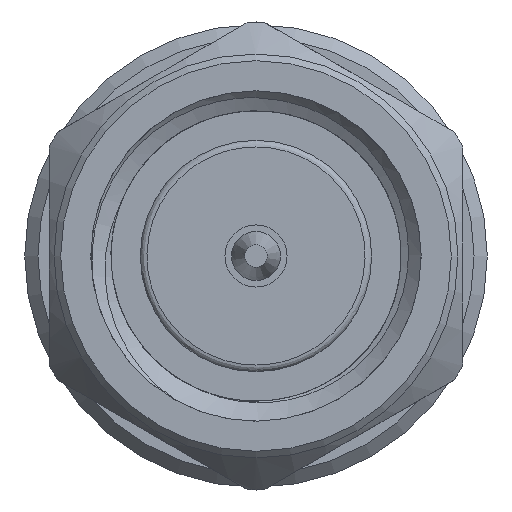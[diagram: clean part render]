
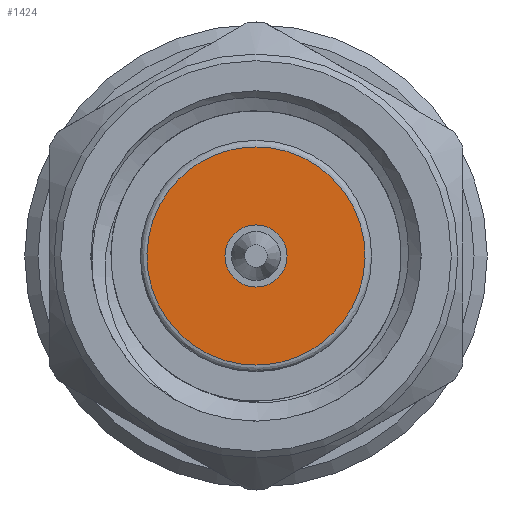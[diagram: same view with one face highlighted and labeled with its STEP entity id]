
A CAD part, left-side view. The second image highlights one B-rep face of the part: STEP entity #1424.
In plain terms, the highlighted planar face has unit normal (-1, 0, 0).
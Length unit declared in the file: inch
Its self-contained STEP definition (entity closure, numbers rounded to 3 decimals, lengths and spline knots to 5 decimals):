
#227 = PLANE ( 'NONE',  #934 ) ;
#344 = CARTESIAN_POINT ( 'NONE',  ( 0.11, 0., 0. ) ) ;
#359 = DIRECTION ( 'NONE',  ( -1., 0., 0. ) ) ;
#499 = CARTESIAN_POINT ( 'NONE',  ( 0.11, 0., 0. ) ) ;
#533 = ORIENTED_EDGE ( 'NONE', *, *, #862, .F. ) ;
#575 = ORIENTED_EDGE ( 'NONE', *, *, #2541, .F. ) ;
#617 = CARTESIAN_POINT ( 'NONE',  ( 0.11, -0.165, -0.0825 ) ) ;
#834 = CARTESIAN_POINT ( 'NONE',  ( 0.11, 0., 0.0825 ) ) ;
#836 = CARTESIAN_POINT ( 'NONE',  ( 0.11, 0., -0.0825 ) ) ;
#857 = CARTESIAN_POINT ( 'NONE',  ( 0.11, 0., -0.0825 ) ) ;
#862 = EDGE_CURVE ( 'NONE', #1236, #1461, #3391, .T. ) ;
#923 = VERTEX_POINT ( 'NONE', #2165 ) ;
#934 = AXIS2_PLACEMENT_3D ( 'NONE', #499, #1612, #1601 ) ;
#984 = EDGE_LOOP ( 'NONE', ( #575 ) ) ;
#1148 = CARTESIAN_POINT ( 'NONE',  ( 0.11, 0., 0.0825 ) ) ;
#1185 = CIRCLE ( 'NONE', #2458, 0.0235 ) ;
#1236 = VERTEX_POINT ( 'NONE', #3393 ) ;
#1414 = CARTESIAN_POINT ( 'NONE',  ( 0.11, -0.165, 0.0825 ) ) ;
#1424 = ADVANCED_FACE ( 'NONE', ( #1892, #3397 ), #227, .F. ) ;
#1461 = VERTEX_POINT ( 'NONE', #836 ) ;
#1601 = DIRECTION ( 'NONE',  ( 0., 0., -1. ) ) ;
#1612 = DIRECTION ( 'NONE',  ( 1., 0., 0. ) ) ;
#1750 = ORIENTED_EDGE ( 'NONE', *, *, #3089, .F. ) ;
#1892 = FACE_BOUND ( 'NONE', #984, .T. ) ;
#1915 = CARTESIAN_POINT ( 'NONE',  ( 0.11, 0., -0.0825 ) ) ;
#2051 =( BOUNDED_CURVE ( )  B_SPLINE_CURVE ( 3, ( #1915, #2177, #2200, #834 ),
 .UNSPECIFIED., .F., .F. ) 
 B_SPLINE_CURVE_WITH_KNOTS ( ( 4, 4 ),
 ( 0., 1. ),
 .UNSPECIFIED. ) 
 CURVE ( )  GEOMETRIC_REPRESENTATION_ITEM ( )  RATIONAL_B_SPLINE_CURVE ( ( 1., 0.333, 0.333, 1. ) ) 
 REPRESENTATION_ITEM ( '' )  );
#2165 = CARTESIAN_POINT ( 'NONE',  ( 0.11, 0., -0.0235 ) ) ;
#2177 = CARTESIAN_POINT ( 'NONE',  ( 0.11, 0.165, -0.0825 ) ) ;
#2200 = CARTESIAN_POINT ( 'NONE',  ( 0.11, 0.165, 0.0825 ) ) ;
#2458 = AXIS2_PLACEMENT_3D ( 'NONE', #344, #359, #3324 ) ;
#2541 = EDGE_CURVE ( 'NONE', #923, #923, #1185, .T. ) ;
#3089 = EDGE_CURVE ( 'NONE', #1461, #1236, #2051, .T. ) ;
#3163 = EDGE_LOOP ( 'NONE', ( #1750, #533 ) ) ;
#3324 = DIRECTION ( 'NONE',  ( 0., 0., -1. ) ) ;
#3391 =( BOUNDED_CURVE ( )  B_SPLINE_CURVE ( 3, ( #1148, #1414, #617, #857 ),
 .UNSPECIFIED., .F., .T. ) 
 B_SPLINE_CURVE_WITH_KNOTS ( ( 4, 4 ),
 ( 0., 1. ),
 .UNSPECIFIED. ) 
 CURVE ( )  GEOMETRIC_REPRESENTATION_ITEM ( )  RATIONAL_B_SPLINE_CURVE ( ( 1., 0.333, 0.333, 1. ) ) 
 REPRESENTATION_ITEM ( '' )  );
#3393 = CARTESIAN_POINT ( 'NONE',  ( 0.11, 0., 0.0825 ) ) ;
#3397 = FACE_OUTER_BOUND ( 'NONE', #3163, .T. ) ;
